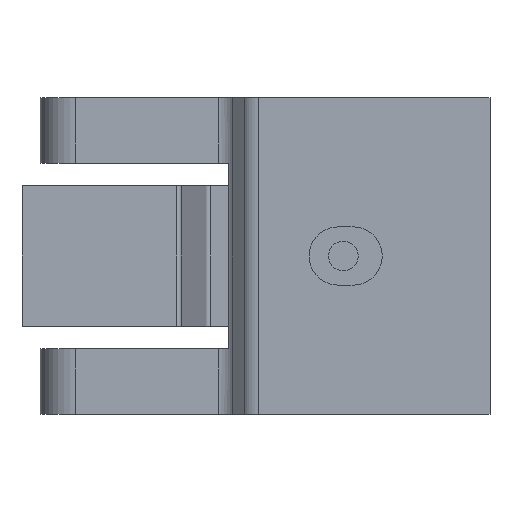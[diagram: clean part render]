
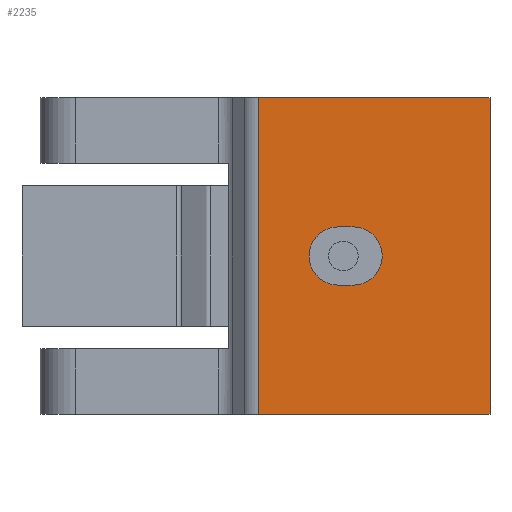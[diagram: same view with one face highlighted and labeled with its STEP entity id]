
A CAD part, left-side view. The second image highlights one B-rep face of the part: STEP entity #2235.
In plain terms, the highlighted planar face has unit normal (-1, 0, 0).
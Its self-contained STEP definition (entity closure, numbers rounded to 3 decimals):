
#2 = EDGE_CURVE ( 'NONE', #3053, #1394, #1865, .T. ) ;
#46 = AXIS2_PLACEMENT_3D ( 'NONE', #1780, #474, #2721 ) ;
#109 = EDGE_CURVE ( 'NONE', #266, #1202, #2605, .T. ) ;
#148 = AXIS2_PLACEMENT_3D ( 'NONE', #2260, #3017, #274 ) ;
#219 = CARTESIAN_POINT ( 'NONE',  ( 13.024, 24.317, -32.885 ) ) ;
#266 = VERTEX_POINT ( 'NONE', #2350 ) ;
#274 = DIRECTION ( 'NONE',  ( 0., -1., 0. ) ) ;
#338 = VECTOR ( 'NONE', #910, 1000. ) ;
#364 = DIRECTION ( 'NONE',  ( 0., 0., -1. ) ) ;
#372 = DIRECTION ( 'NONE',  ( 0., 0., -1. ) ) ;
#376 = ORIENTED_EDGE ( 'NONE', *, *, #1774, .T. ) ;
#458 = FACE_OUTER_BOUND ( 'NONE', #1310, .T. ) ;
#474 = DIRECTION ( 'NONE',  ( -1., 0., 0. ) ) ;
#541 = DIRECTION ( 'NONE',  ( 0., 1., 0. ) ) ;
#568 = ORIENTED_EDGE ( 'NONE', *, *, #2702, .F. ) ;
#631 = CARTESIAN_POINT ( 'NONE',  ( 13.024, 8.967, -45.935 ) ) ;
#745 = CARTESIAN_POINT ( 'NONE',  ( 13.024, 32.403, -45.935 ) ) ;
#756 = EDGE_CURVE ( 'NONE', #1893, #3133, #2111, .T. ) ;
#763 = ORIENTED_EDGE ( 'NONE', *, *, #905, .F. ) ;
#764 = FACE_BOUND ( 'NONE', #1507, .T. ) ;
#802 = EDGE_CURVE ( 'NONE', #2678, #1460, #3029, .T. ) ;
#804 = ORIENTED_EDGE ( 'NONE', *, *, #2636, .F. ) ;
#869 = CARTESIAN_POINT ( 'NONE',  ( 13.024, 24.317, -29.935 ) ) ;
#905 = EDGE_CURVE ( 'NONE', #1202, #1460, #2824, .T. ) ;
#910 = DIRECTION ( 'NONE',  ( 0., 1., 0. ) ) ;
#924 = ORIENTED_EDGE ( 'NONE', *, *, #802, .T. ) ;
#957 = CARTESIAN_POINT ( 'NONE',  ( 13.024, 32.403, -13.935 ) ) ;
#1056 = CARTESIAN_POINT ( 'NONE',  ( 13.024, 8.967, -13.935 ) ) ;
#1058 = ORIENTED_EDGE ( 'NONE', *, *, #109, .F. ) ;
#1101 = CARTESIAN_POINT ( 'NONE',  ( 13.024, 19.867, -29.935 ) ) ;
#1128 = DIRECTION ( 'NONE',  ( -1., 0., 0. ) ) ;
#1202 = VERTEX_POINT ( 'NONE', #631 ) ;
#1219 = DIRECTION ( 'NONE',  ( -1., 0., 0. ) ) ;
#1247 = ORIENTED_EDGE ( 'NONE', *, *, #2856, .F. ) ;
#1251 = CARTESIAN_POINT ( 'NONE',  ( 13.024, 8.967, -13.935 ) ) ;
#1275 = CIRCLE ( 'NONE', #46, 2.95 ) ;
#1310 = EDGE_LOOP ( 'NONE', ( #376, #924, #763, #1058 ) ) ;
#1318 = CARTESIAN_POINT ( 'NONE',  ( 13.024, 24.317, -32.885 ) ) ;
#1338 = VECTOR ( 'NONE', #364, 1000. ) ;
#1383 = LINE ( 'NONE', #219, #3163 ) ;
#1394 = VERTEX_POINT ( 'NONE', #3233 ) ;
#1453 = LINE ( 'NONE', #1655, #338 ) ;
#1460 = VERTEX_POINT ( 'NONE', #745 ) ;
#1466 = DIRECTION ( 'NONE',  ( 0., -1., 0. ) ) ;
#1504 = VECTOR ( 'NONE', #372, 1000. ) ;
#1507 = EDGE_LOOP ( 'NONE', ( #3195, #1247, #2761, #804, #568 ) ) ;
#1527 = VECTOR ( 'NONE', #2422, 1000. ) ;
#1655 = CARTESIAN_POINT ( 'NONE',  ( 13.024, 24.317, -26.985 ) ) ;
#1774 = EDGE_CURVE ( 'NONE', #266, #2678, #2293, .T. ) ;
#1780 = CARTESIAN_POINT ( 'NONE',  ( 13.024, 22.817, -29.935 ) ) ;
#1837 = DIRECTION ( 'NONE',  ( 0., -1., 0. ) ) ;
#1865 = CIRCLE ( 'NONE', #148, 2.95 ) ;
#1893 = VERTEX_POINT ( 'NONE', #2036 ) ;
#1922 = CARTESIAN_POINT ( 'NONE',  ( 13.024, 8.967, -13.935 ) ) ;
#1941 = PLANE ( 'NONE',  #2025 ) ;
#2025 = AXIS2_PLACEMENT_3D ( 'NONE', #1922, #1219, #3215 ) ;
#2036 = CARTESIAN_POINT ( 'NONE',  ( 13.024, 24.317, -26.985 ) ) ;
#2111 = CIRCLE ( 'NONE', #2798, 2.95 ) ;
#2235 = ADVANCED_FACE ( 'NONE', ( #764, #458 ), #1941, .T. ) ;
#2251 = VECTOR ( 'NONE', #541, 1000. ) ;
#2260 = CARTESIAN_POINT ( 'NONE',  ( 13.024, 22.817, -29.935 ) ) ;
#2293 = LINE ( 'NONE', #1251, #2251 ) ;
#2350 = CARTESIAN_POINT ( 'NONE',  ( 13.024, 8.967, -13.935 ) ) ;
#2422 = DIRECTION ( 'NONE',  ( 0., 1., 0. ) ) ;
#2605 = LINE ( 'NONE', #1056, #1504 ) ;
#2636 = EDGE_CURVE ( 'NONE', #2642, #3053, #1275, .T. ) ;
#2642 = VERTEX_POINT ( 'NONE', #2704 ) ;
#2678 = VERTEX_POINT ( 'NONE', #957 ) ;
#2702 = EDGE_CURVE ( 'NONE', #3133, #2642, #1383, .T. ) ;
#2704 = CARTESIAN_POINT ( 'NONE',  ( 13.024, 22.817, -32.885 ) ) ;
#2721 = DIRECTION ( 'NONE',  ( 0., -1., 0. ) ) ;
#2761 = ORIENTED_EDGE ( 'NONE', *, *, #2, .F. ) ;
#2798 = AXIS2_PLACEMENT_3D ( 'NONE', #869, #1128, #1837 ) ;
#2824 = LINE ( 'NONE', #2938, #1527 ) ;
#2856 = EDGE_CURVE ( 'NONE', #1394, #1893, #1453, .T. ) ;
#2883 = CARTESIAN_POINT ( 'NONE',  ( 13.024, 32.403, -13.935 ) ) ;
#2938 = CARTESIAN_POINT ( 'NONE',  ( 13.024, 8.967, -45.935 ) ) ;
#3017 = DIRECTION ( 'NONE',  ( -1., 0., 0. ) ) ;
#3029 = LINE ( 'NONE', #2883, #1338 ) ;
#3053 = VERTEX_POINT ( 'NONE', #1101 ) ;
#3133 = VERTEX_POINT ( 'NONE', #1318 ) ;
#3163 = VECTOR ( 'NONE', #1466, 1000. ) ;
#3195 = ORIENTED_EDGE ( 'NONE', *, *, #756, .F. ) ;
#3215 = DIRECTION ( 'NONE',  ( 0., 0., 1. ) ) ;
#3233 = CARTESIAN_POINT ( 'NONE',  ( 13.024, 22.817, -26.985 ) ) ;
